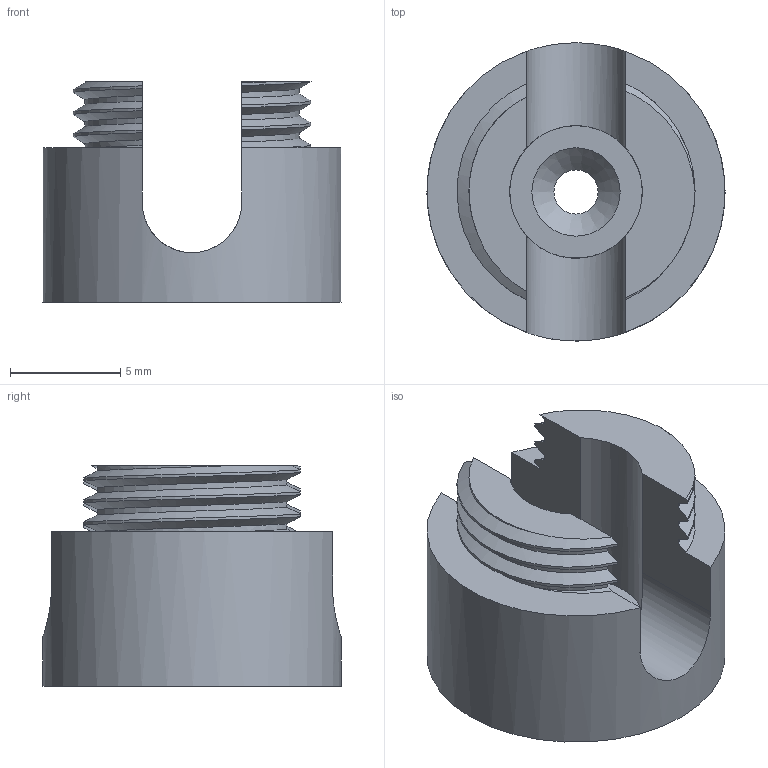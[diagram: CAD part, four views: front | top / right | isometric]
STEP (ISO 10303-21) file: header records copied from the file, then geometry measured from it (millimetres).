
FILE_DESCRIPTION(/* description */ ('Unknown','CAx-IF Rec.Pracs.---Representation and Presentation of Product Manufacturing Information (PMI)---4.0---2014-10-13','CAx-IF Rec.Pracs.---3D Tessellated Geometry---0.4---2014-09-14','2;1'),/* implementation_level */ '2;1');
FILE_NAME(/* name */ 'WL_D4.5',/* time_stamp */ '2024-11-07T09:21:44+01:00',/* author */ ('Unknown'),/* organization */ ('Unknown'),/* preprocessor_version */ 'ST-DEVELOPER v19.4',/* originating_system */ 'Solid Edge',/* authorisation */ 'Unknown');
FILE_SCHEMA (('AP242_MANAGED_MODEL_BASED_3D_ENGINEERING_MIM_LF { 1 0 10303 442 1 1 4 }'));
Length unit declared in the file: millimetre
Products named in the file (1): WL_D4.5
Bounding box: 13.5 x 13.5 x 10 mm (x, y, z)
Volume: 804.1 mm3; surface area: 830.1 mm2
Topology: 1 solids, 1 shells, 45 faces, 129 edges, 86 vertices
Faces by surface type: cylinder 19, bspline 15, plane 10, cone 1
Full cylindrical faces by diameter (mm): 2 x1, 6.002 x1, 13.5 x1
Entity records: 6230 total; most frequent: CARTESIAN_POINT 5256, ORIENTED_EDGE 244, DIRECTION 135, EDGE_CURVE 122, VERTEX_POINT 83, EDGE_LOOP 51, FACE_BOUND 51, LINE 45
